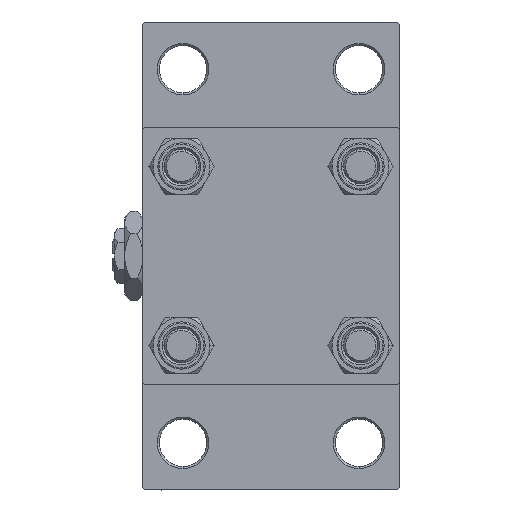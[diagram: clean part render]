
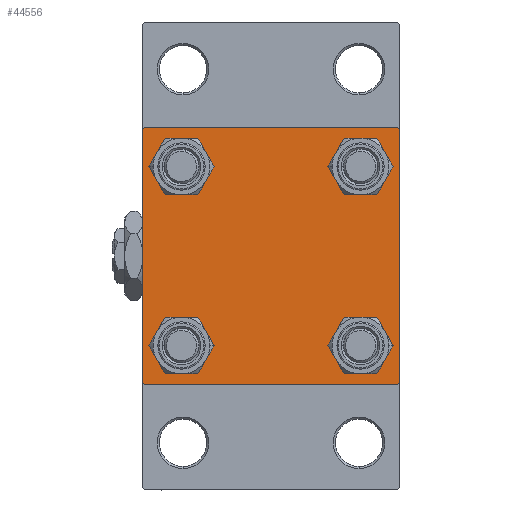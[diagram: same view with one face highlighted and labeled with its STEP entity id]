
A CAD part, left-side view. The second image highlights one B-rep face of the part: STEP entity #44556.
In plain terms, the highlighted planar face has unit normal (-1, 0, 0).
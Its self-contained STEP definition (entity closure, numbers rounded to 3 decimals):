
#21 = EDGE_CURVE ( 'NONE', #4536, #31600, #8877, .T. ) ;
#321 = ORIENTED_EDGE ( 'NONE', *, *, #30951, .T. ) ;
#366 = FACE_OUTER_BOUND ( 'NONE', #48616, .T. ) ;
#638 = CARTESIAN_POINT ( 'NONE',  ( 0., 30., 30. ) ) ;
#1118 = CARTESIAN_POINT ( 'NONE',  ( 0., -30., 29.5 ) ) ;
#1199 = DIRECTION ( 'NONE',  ( 1., 0., 0. ) ) ;
#2601 = CIRCLE ( 'NONE', #24198, 4.5 ) ;
#3609 = VERTEX_POINT ( 'NONE', #41693 ) ;
#3802 = CARTESIAN_POINT ( 'NONE',  ( 0., 20.85, -16.35 ) ) ;
#3976 = ORIENTED_EDGE ( 'NONE', *, *, #45953, .T. ) ;
#4043 = CARTESIAN_POINT ( 'NONE',  ( 0., -29.75, 29.75 ) ) ;
#4340 = ORIENTED_EDGE ( 'NONE', *, *, #22116, .F. ) ;
#4536 = VERTEX_POINT ( 'NONE', #40477 ) ;
#4643 = VERTEX_POINT ( 'NONE', #16614 ) ;
#5707 = CARTESIAN_POINT ( 'NONE',  ( 0., 30., -29.5 ) ) ;
#6336 = LINE ( 'NONE', #25111, #11607 ) ;
#6405 = CIRCLE ( 'NONE', #28794, 4.5 ) ;
#6521 = EDGE_CURVE ( 'NONE', #16783, #3609, #6405, .T. ) ;
#6704 = EDGE_LOOP ( 'NONE', ( #26456, #46493 ) ) ;
#7290 = DIRECTION ( 'NONE',  ( 0., 0., 1. ) ) ;
#7416 = FACE_BOUND ( 'NONE', #6704, .T. ) ;
#8485 = ORIENTED_EDGE ( 'NONE', *, *, #21, .T. ) ;
#8502 = CARTESIAN_POINT ( 'NONE',  ( 0., 29.5, -30. ) ) ;
#8877 = CIRCLE ( 'NONE', #37676, 4.5 ) ;
#9208 = ORIENTED_EDGE ( 'NONE', *, *, #29989, .T. ) ;
#9317 = AXIS2_PLACEMENT_3D ( 'NONE', #26315, #15290, #7290 ) ;
#9477 = EDGE_CURVE ( 'NONE', #37008, #23299, #11565, .T. ) ;
#10128 = VECTOR ( 'NONE', #28964, 1000. ) ;
#10377 = VERTEX_POINT ( 'NONE', #3802 ) ;
#10770 = ORIENTED_EDGE ( 'NONE', *, *, #21675, .T. ) ;
#10874 = CIRCLE ( 'NONE', #9317, 4.5 ) ;
#11135 = DIRECTION ( 'NONE',  ( 0., -1., 0. ) ) ;
#11565 = LINE ( 'NONE', #4043, #36920 ) ;
#11607 = VECTOR ( 'NONE', #13600, 1000. ) ;
#11786 = VERTEX_POINT ( 'NONE', #25978 ) ;
#12234 = EDGE_CURVE ( 'NONE', #11786, #23299, #49252, .T. ) ;
#12252 = DIRECTION ( 'NONE',  ( 0., 0., 1. ) ) ;
#12601 = DIRECTION ( 'NONE',  ( 0., 0., 1. ) ) ;
#13440 = DIRECTION ( 'NONE',  ( 1., 0., 0. ) ) ;
#13600 = DIRECTION ( 'NONE',  ( 0., 0.707, -0.707 ) ) ;
#14225 = EDGE_LOOP ( 'NONE', ( #8485, #3976 ) ) ;
#14296 = VECTOR ( 'NONE', #15446, 1000. ) ;
#14605 = AXIS2_PLACEMENT_3D ( 'NONE', #16864, #47718, #27901 ) ;
#14678 = DIRECTION ( 'NONE',  ( 0., 0., 1. ) ) ;
#15290 = DIRECTION ( 'NONE',  ( 1., 0., 0. ) ) ;
#15446 = DIRECTION ( 'NONE',  ( 0., 0., -1. ) ) ;
#15664 = FACE_BOUND ( 'NONE', #14225, .T. ) ;
#15925 = VERTEX_POINT ( 'NONE', #43395 ) ;
#16614 = CARTESIAN_POINT ( 'NONE',  ( 0., 20.85, -25.35 ) ) ;
#16783 = VERTEX_POINT ( 'NONE', #44142 ) ;
#16864 = CARTESIAN_POINT ( 'NONE',  ( 0., -20.85, -20.85 ) ) ;
#17204 = EDGE_CURVE ( 'NONE', #21021, #42492, #27096, .T. ) ;
#17323 = ORIENTED_EDGE ( 'NONE', *, *, #12234, .F. ) ;
#18463 = CARTESIAN_POINT ( 'NONE',  ( 0., -30., 30. ) ) ;
#18519 = EDGE_LOOP ( 'NONE', ( #321, #29012 ) ) ;
#19416 = CARTESIAN_POINT ( 'NONE',  ( 0., 0., 0. ) ) ;
#20679 = VECTOR ( 'NONE', #46232, 1000. ) ;
#21021 = VERTEX_POINT ( 'NONE', #5707 ) ;
#21084 = CARTESIAN_POINT ( 'NONE',  ( 0., -29.5, -30. ) ) ;
#21516 = VERTEX_POINT ( 'NONE', #39177 ) ;
#21675 = EDGE_CURVE ( 'NONE', #11786, #21516, #6336, .T. ) ;
#22116 = EDGE_CURVE ( 'NONE', #37008, #42979, #22216, .T. ) ;
#22216 = LINE ( 'NONE', #18463, #45281 ) ;
#23299 = VERTEX_POINT ( 'NONE', #45770 ) ;
#23492 = ORIENTED_EDGE ( 'NONE', *, *, #9477, .T. ) ;
#24198 = AXIS2_PLACEMENT_3D ( 'NONE', #35801, #1199, #12252 ) ;
#24510 = ORIENTED_EDGE ( 'NONE', *, *, #43033, .T. ) ;
#24785 = EDGE_CURVE ( 'NONE', #15925, #43442, #34123, .T. ) ;
#25111 = CARTESIAN_POINT ( 'NONE',  ( 0., 29.75, 29.75 ) ) ;
#25978 = CARTESIAN_POINT ( 'NONE',  ( 0., 29.5, 30. ) ) ;
#26131 = AXIS2_PLACEMENT_3D ( 'NONE', #31655, #46943, #12601 ) ;
#26179 = AXIS2_PLACEMENT_3D ( 'NONE', #26869, #27619, #42179 ) ;
#26315 = CARTESIAN_POINT ( 'NONE',  ( 0., 20.85, -20.85 ) ) ;
#26444 = PLANE ( 'NONE',  #27749 ) ;
#26456 = ORIENTED_EDGE ( 'NONE', *, *, #6521, .T. ) ;
#26869 = CARTESIAN_POINT ( 'NONE',  ( 0., -20.85, 20.85 ) ) ;
#27096 = LINE ( 'NONE', #46423, #32415 ) ;
#27619 = DIRECTION ( 'NONE',  ( 1., 0., 0. ) ) ;
#27749 = AXIS2_PLACEMENT_3D ( 'NONE', #19416, #45512, #14678 ) ;
#27901 = DIRECTION ( 'NONE',  ( 0., 0., 1. ) ) ;
#28794 = AXIS2_PLACEMENT_3D ( 'NONE', #36302, #32561, #48345 ) ;
#28964 = DIRECTION ( 'NONE',  ( 0., -0.707, 0.707 ) ) ;
#29012 = ORIENTED_EDGE ( 'NONE', *, *, #24785, .T. ) ;
#29989 = EDGE_CURVE ( 'NONE', #21516, #21021, #38249, .T. ) ;
#30014 = DIRECTION ( 'NONE',  ( 0., 0., -1. ) ) ;
#30271 = EDGE_CURVE ( 'NONE', #42492, #46946, #42215, .T. ) ;
#30399 = EDGE_CURVE ( 'NONE', #3609, #16783, #47428, .T. ) ;
#30951 = EDGE_CURVE ( 'NONE', #43442, #15925, #2601, .T. ) ;
#31600 = VERTEX_POINT ( 'NONE', #47085 ) ;
#31655 = CARTESIAN_POINT ( 'NONE',  ( 0., 20.85, 20.85 ) ) ;
#32240 = CARTESIAN_POINT ( 'NONE',  ( 0., -29.75, -29.75 ) ) ;
#32415 = VECTOR ( 'NONE', #38878, 1000. ) ;
#32561 = DIRECTION ( 'NONE',  ( 1., 0., 0. ) ) ;
#32920 = EDGE_LOOP ( 'NONE', ( #33523, #41321 ) ) ;
#33486 = CARTESIAN_POINT ( 'NONE',  ( 0., 20.85, -20.85 ) ) ;
#33523 = ORIENTED_EDGE ( 'NONE', *, *, #43777, .T. ) ;
#34123 = CIRCLE ( 'NONE', #26131, 4.5 ) ;
#35122 = DIRECTION ( 'NONE',  ( 0., 0.707, 0.707 ) ) ;
#35416 = DIRECTION ( 'NONE',  ( 0., 0., 1. ) ) ;
#35801 = CARTESIAN_POINT ( 'NONE',  ( 0., 20.85, 20.85 ) ) ;
#36302 = CARTESIAN_POINT ( 'NONE',  ( 0., -20.85, -20.85 ) ) ;
#36494 = DIRECTION ( 'NONE',  ( 0., 0., 1. ) ) ;
#36596 = CIRCLE ( 'NONE', #26179, 4.5 ) ;
#36920 = VECTOR ( 'NONE', #35122, 1000. ) ;
#37008 = VERTEX_POINT ( 'NONE', #1118 ) ;
#37542 = ORIENTED_EDGE ( 'NONE', *, *, #30271, .T. ) ;
#37643 = ORIENTED_EDGE ( 'NONE', *, *, #17204, .T. ) ;
#37676 = AXIS2_PLACEMENT_3D ( 'NONE', #47949, #40408, #35416 ) ;
#38249 = LINE ( 'NONE', #638, #14296 ) ;
#38878 = DIRECTION ( 'NONE',  ( 0., -0.707, -0.707 ) ) ;
#39177 = CARTESIAN_POINT ( 'NONE',  ( 0., 30., 29.5 ) ) ;
#39758 = LINE ( 'NONE', #32240, #10128 ) ;
#40408 = DIRECTION ( 'NONE',  ( 1., 0., 0. ) ) ;
#40477 = CARTESIAN_POINT ( 'NONE',  ( 0., -20.85, 25.35 ) ) ;
#40501 = CARTESIAN_POINT ( 'NONE',  ( 0., -30., -29.5 ) ) ;
#41321 = ORIENTED_EDGE ( 'NONE', *, *, #41710, .T. ) ;
#41375 = CIRCLE ( 'NONE', #44590, 4.5 ) ;
#41693 = CARTESIAN_POINT ( 'NONE',  ( 0., -20.85, -25.35 ) ) ;
#41710 = EDGE_CURVE ( 'NONE', #4643, #10377, #10874, .T. ) ;
#42179 = DIRECTION ( 'NONE',  ( 0., 0., 1. ) ) ;
#42215 = LINE ( 'NONE', #49498, #20679 ) ;
#42492 = VERTEX_POINT ( 'NONE', #8502 ) ;
#42979 = VERTEX_POINT ( 'NONE', #40501 ) ;
#43033 = EDGE_CURVE ( 'NONE', #46946, #42979, #39758, .T. ) ;
#43395 = CARTESIAN_POINT ( 'NONE',  ( 0., 20.85, 16.35 ) ) ;
#43442 = VERTEX_POINT ( 'NONE', #47104 ) ;
#43777 = EDGE_CURVE ( 'NONE', #10377, #4643, #41375, .T. ) ;
#44142 = CARTESIAN_POINT ( 'NONE',  ( 0., -20.85, -16.35 ) ) ;
#44219 = VECTOR ( 'NONE', #11135, 1000. ) ;
#44556 = ADVANCED_FACE ( 'NONE', ( #15664, #7416, #45265, #49040, #366 ), #26444, .T. ) ;
#44590 = AXIS2_PLACEMENT_3D ( 'NONE', #33486, #13440, #36494 ) ;
#45265 = FACE_BOUND ( 'NONE', #32920, .T. ) ;
#45281 = VECTOR ( 'NONE', #30014, 1000. ) ;
#45477 = CARTESIAN_POINT ( 'NONE',  ( 0., 30., 30. ) ) ;
#45512 = DIRECTION ( 'NONE',  ( -1., 0., 0. ) ) ;
#45770 = CARTESIAN_POINT ( 'NONE',  ( 0., -29.5, 30. ) ) ;
#45953 = EDGE_CURVE ( 'NONE', #31600, #4536, #36596, .T. ) ;
#46232 = DIRECTION ( 'NONE',  ( 0., -1., 0. ) ) ;
#46423 = CARTESIAN_POINT ( 'NONE',  ( 0., 29.75, -29.75 ) ) ;
#46493 = ORIENTED_EDGE ( 'NONE', *, *, #30399, .T. ) ;
#46943 = DIRECTION ( 'NONE',  ( 1., 0., 0. ) ) ;
#46946 = VERTEX_POINT ( 'NONE', #21084 ) ;
#47085 = CARTESIAN_POINT ( 'NONE',  ( 0., -20.85, 16.35 ) ) ;
#47104 = CARTESIAN_POINT ( 'NONE',  ( 0., 20.85, 25.35 ) ) ;
#47428 = CIRCLE ( 'NONE', #14605, 4.5 ) ;
#47718 = DIRECTION ( 'NONE',  ( 1., 0., 0. ) ) ;
#47949 = CARTESIAN_POINT ( 'NONE',  ( 0., -20.85, 20.85 ) ) ;
#48345 = DIRECTION ( 'NONE',  ( 0., 0., 1. ) ) ;
#48616 = EDGE_LOOP ( 'NONE', ( #9208, #37643, #37542, #24510, #4340, #23492, #17323, #10770 ) ) ;
#49040 = FACE_BOUND ( 'NONE', #18519, .T. ) ;
#49252 = LINE ( 'NONE', #45477, #44219 ) ;
#49498 = CARTESIAN_POINT ( 'NONE',  ( 0., 30., -30. ) ) ;
